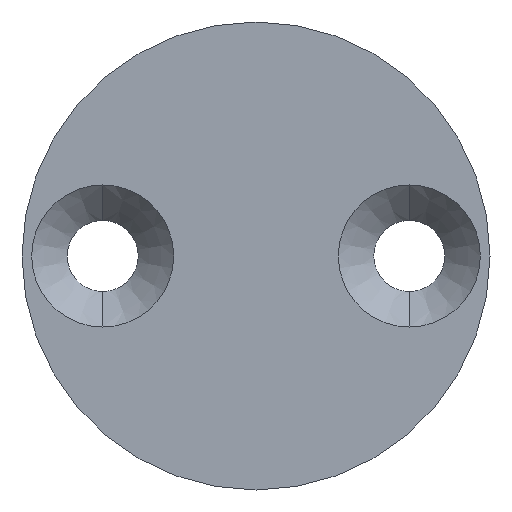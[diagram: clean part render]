
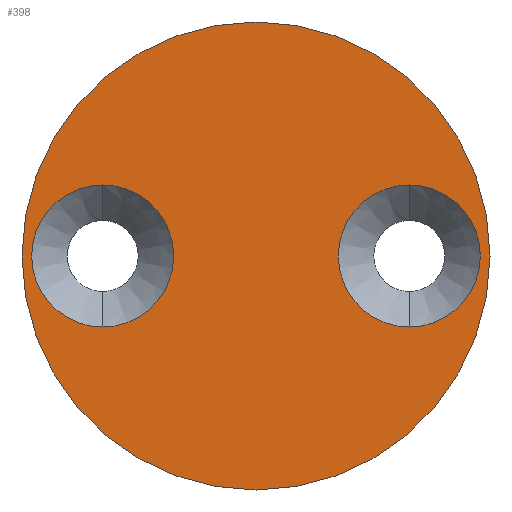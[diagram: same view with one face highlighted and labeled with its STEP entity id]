
A CAD part, front view. The second image highlights one B-rep face of the part: STEP entity #398.
In plain terms, the highlighted planar face has unit normal (0, -1, 0).
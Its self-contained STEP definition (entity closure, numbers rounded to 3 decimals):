
#5 = DIRECTION ( 'NONE',  ( 0., 0., -1. ) ) ;
#14 = AXIS2_PLACEMENT_3D ( 'NONE', #436, #58, #71 ) ;
#16 = EDGE_CURVE ( 'NONE', #474, #272, #298, .T. ) ;
#34 = ORIENTED_EDGE ( 'NONE', *, *, #586, .F. ) ;
#58 = DIRECTION ( 'NONE',  ( 0., -1., 0. ) ) ;
#60 = DIRECTION ( 'NONE',  ( 0., -1., 0. ) ) ;
#65 = AXIS2_PLACEMENT_3D ( 'NONE', #305, #153, #299 ) ;
#70 = CARTESIAN_POINT ( 'NONE',  ( -4.75, 0., 2.2 ) ) ;
#71 = DIRECTION ( 'NONE',  ( 0., 0., -1. ) ) ;
#76 = CIRCLE ( 'NONE', #65, 2.2 ) ;
#85 = EDGE_CURVE ( 'NONE', #272, #474, #360, .T. ) ;
#89 = VERTEX_POINT ( 'NONE', #522 ) ;
#93 = CIRCLE ( 'NONE', #14, 2.2 ) ;
#102 = DIRECTION ( 'NONE',  ( 0., 0., -1. ) ) ;
#111 = CIRCLE ( 'NONE', #404, 2.2 ) ;
#142 = EDGE_CURVE ( 'NONE', #514, #462, #111, .T. ) ;
#153 = DIRECTION ( 'NONE',  ( 0., -1., 0. ) ) ;
#158 = CARTESIAN_POINT ( 'NONE',  ( -4.75, 0., 0. ) ) ;
#181 = AXIS2_PLACEMENT_3D ( 'NONE', #216, #258, #102 ) ;
#188 = ORIENTED_EDGE ( 'NONE', *, *, #142, .F. ) ;
#207 = CARTESIAN_POINT ( 'NONE',  ( 0., 0., 7.25 ) ) ;
#216 = CARTESIAN_POINT ( 'NONE',  ( 4.75, 0., 0. ) ) ;
#223 = ORIENTED_EDGE ( 'NONE', *, *, #297, .F. ) ;
#226 = ORIENTED_EDGE ( 'NONE', *, *, #16, .T. ) ;
#231 = EDGE_CURVE ( 'NONE', #462, #514, #76, .T. ) ;
#235 = CIRCLE ( 'NONE', #181, 2.2 ) ;
#236 = CARTESIAN_POINT ( 'NONE',  ( 0., 0., 0. ) ) ;
#238 = CARTESIAN_POINT ( 'NONE',  ( 0., 0., 0. ) ) ;
#257 = CARTESIAN_POINT ( 'NONE',  ( -4.75, 0., -2.2 ) ) ;
#258 = DIRECTION ( 'NONE',  ( 0., -1., 0. ) ) ;
#272 = VERTEX_POINT ( 'NONE', #345 ) ;
#279 = DIRECTION ( 'NONE',  ( 0., 0., -1. ) ) ;
#297 = EDGE_CURVE ( 'NONE', #89, #554, #93, .T. ) ;
#298 = CIRCLE ( 'NONE', #337, 7.25 ) ;
#299 = DIRECTION ( 'NONE',  ( 0., 0., -1. ) ) ;
#305 = CARTESIAN_POINT ( 'NONE',  ( -4.75, 0., 0. ) ) ;
#309 = EDGE_LOOP ( 'NONE', ( #316, #226 ) ) ;
#316 = ORIENTED_EDGE ( 'NONE', *, *, #85, .T. ) ;
#322 = EDGE_LOOP ( 'NONE', ( #34, #223 ) ) ;
#333 = DIRECTION ( 'NONE',  ( 0., -1., 0. ) ) ;
#337 = AXIS2_PLACEMENT_3D ( 'NONE', #236, #477, #279 ) ;
#342 = FACE_BOUND ( 'NONE', #322, .T. ) ;
#345 = CARTESIAN_POINT ( 'NONE',  ( 0., 0., -7.25 ) ) ;
#346 = FACE_BOUND ( 'NONE', #610, .T. ) ;
#360 = CIRCLE ( 'NONE', #438, 7.25 ) ;
#398 = ADVANCED_FACE ( 'NONE', ( #342, #346, #537 ), #527, .F. ) ;
#404 = AXIS2_PLACEMENT_3D ( 'NONE', #158, #60, #5 ) ;
#416 = DIRECTION ( 'NONE',  ( 0., 0., -1. ) ) ;
#422 = AXIS2_PLACEMENT_3D ( 'NONE', #433, #531, #491 ) ;
#433 = CARTESIAN_POINT ( 'NONE',  ( 0., 0., 0. ) ) ;
#436 = CARTESIAN_POINT ( 'NONE',  ( 4.75, 0., 0. ) ) ;
#438 = AXIS2_PLACEMENT_3D ( 'NONE', #238, #333, #416 ) ;
#462 = VERTEX_POINT ( 'NONE', #257 ) ;
#474 = VERTEX_POINT ( 'NONE', #207 ) ;
#477 = DIRECTION ( 'NONE',  ( 0., -1., 0. ) ) ;
#491 = DIRECTION ( 'NONE',  ( 0., 0., 1. ) ) ;
#501 = CARTESIAN_POINT ( 'NONE',  ( 4.75, 0., -2.2 ) ) ;
#514 = VERTEX_POINT ( 'NONE', #70 ) ;
#522 = CARTESIAN_POINT ( 'NONE',  ( 4.75, 0., 2.2 ) ) ;
#527 = PLANE ( 'NONE',  #422 ) ;
#531 = DIRECTION ( 'NONE',  ( 0., 1., 0. ) ) ;
#537 = FACE_OUTER_BOUND ( 'NONE', #309, .T. ) ;
#554 = VERTEX_POINT ( 'NONE', #501 ) ;
#586 = EDGE_CURVE ( 'NONE', #554, #89, #235, .T. ) ;
#610 = EDGE_LOOP ( 'NONE', ( #619, #188 ) ) ;
#619 = ORIENTED_EDGE ( 'NONE', *, *, #231, .F. ) ;
